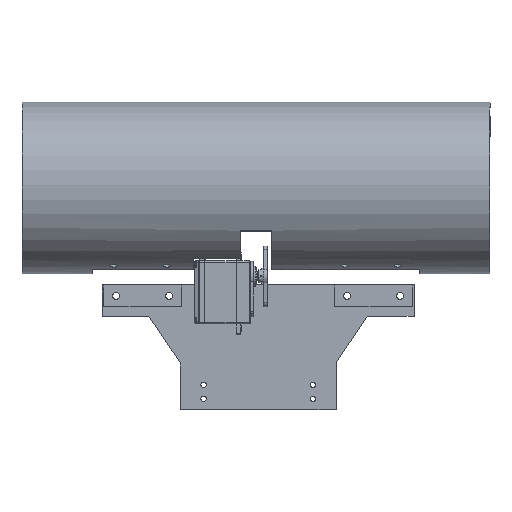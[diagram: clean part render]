
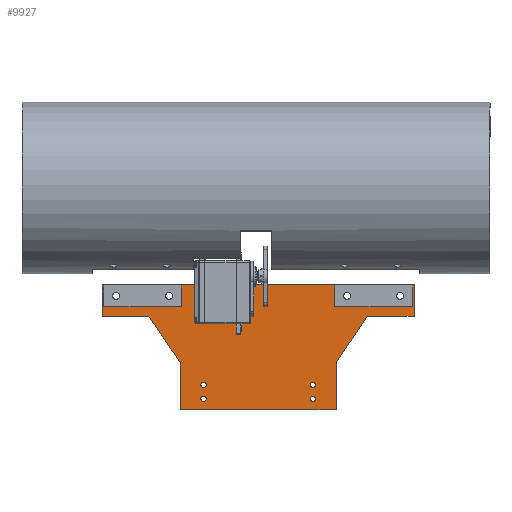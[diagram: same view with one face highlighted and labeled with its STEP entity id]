
A CAD part, top view. The second image highlights one B-rep face of the part: STEP entity #9927.
In plain terms, the highlighted planar face has unit normal (0, 0, 1).
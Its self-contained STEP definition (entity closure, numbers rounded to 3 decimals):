
#443=LINE('',#14877,#1302);
#446=LINE('',#14883,#1305);
#449=LINE('',#14889,#1308);
#452=LINE('',#14895,#1311);
#455=LINE('',#14901,#1314);
#458=LINE('',#14907,#1317);
#461=LINE('',#14913,#1320);
#464=LINE('',#14919,#1323);
#467=LINE('',#14925,#1326);
#470=LINE('',#14929,#1329);
#1302=VECTOR('',#11842,10.);
#1305=VECTOR('',#11847,10.);
#1308=VECTOR('',#11852,10.);
#1311=VECTOR('',#11857,10.);
#1314=VECTOR('',#11862,10.);
#1317=VECTOR('',#11867,10.);
#1320=VECTOR('',#11872,10.);
#1323=VECTOR('',#11877,10.);
#1326=VECTOR('',#11882,10.);
#1329=VECTOR('',#11887,10.);
#2163=PLANE('',#10705);
#2506=FACE_BOUND('',#3239,.T.);
#2507=FACE_BOUND('',#3240,.T.);
#2508=FACE_BOUND('',#3241,.T.);
#2509=FACE_BOUND('',#3242,.T.);
#2510=FACE_BOUND('',#3243,.T.);
#2511=FACE_BOUND('',#3244,.T.);
#2512=FACE_BOUND('',#3245,.T.);
#2513=FACE_BOUND('',#3246,.T.);
#2645=FACE_OUTER_BOUND('',#3238,.T.);
#3238=EDGE_LOOP('',(#6883,#6884,#6885,#6886,#6887,#6888,#6889,#6890,#6891,
#6892));
#3239=EDGE_LOOP('',(#6893));
#3240=EDGE_LOOP('',(#6894));
#3241=EDGE_LOOP('',(#6895));
#3242=EDGE_LOOP('',(#6896));
#3243=EDGE_LOOP('',(#6897));
#3244=EDGE_LOOP('',(#6898));
#3245=EDGE_LOOP('',(#6899));
#3246=EDGE_LOOP('',(#6900));
#3909=CIRCLE('',#10673,1.7);
#3911=CIRCLE('',#10676,1.7);
#3913=CIRCLE('',#10679,2.2);
#3915=CIRCLE('',#10682,2.2);
#3917=CIRCLE('',#10685,2.2);
#3919=CIRCLE('',#10688,2.2);
#3921=CIRCLE('',#10691,1.7);
#3923=CIRCLE('',#10694,1.7);
#4354=VERTEX_POINT('',#14833);
#4356=VERTEX_POINT('',#14838);
#4358=VERTEX_POINT('',#14843);
#4360=VERTEX_POINT('',#14848);
#4362=VERTEX_POINT('',#14853);
#4364=VERTEX_POINT('',#14858);
#4366=VERTEX_POINT('',#14863);
#4368=VERTEX_POINT('',#14868);
#4371=VERTEX_POINT('',#14874);
#4372=VERTEX_POINT('',#14876);
#4374=VERTEX_POINT('',#14882);
#4376=VERTEX_POINT('',#14888);
#4378=VERTEX_POINT('',#14894);
#4380=VERTEX_POINT('',#14900);
#4382=VERTEX_POINT('',#14906);
#4384=VERTEX_POINT('',#14912);
#4386=VERTEX_POINT('',#14918);
#4388=VERTEX_POINT('',#14924);
#5341=EDGE_CURVE('',#4354,#4354,#3909,.T.);
#5343=EDGE_CURVE('',#4356,#4356,#3911,.T.);
#5345=EDGE_CURVE('',#4358,#4358,#3913,.T.);
#5347=EDGE_CURVE('',#4360,#4360,#3915,.T.);
#5349=EDGE_CURVE('',#4362,#4362,#3917,.T.);
#5351=EDGE_CURVE('',#4364,#4364,#3919,.T.);
#5353=EDGE_CURVE('',#4366,#4366,#3921,.T.);
#5355=EDGE_CURVE('',#4368,#4368,#3923,.T.);
#5358=EDGE_CURVE('',#4372,#4371,#443,.T.);
#5361=EDGE_CURVE('',#4374,#4372,#446,.T.);
#5364=EDGE_CURVE('',#4376,#4374,#449,.T.);
#5367=EDGE_CURVE('',#4378,#4376,#452,.T.);
#5370=EDGE_CURVE('',#4380,#4378,#455,.T.);
#5373=EDGE_CURVE('',#4382,#4380,#458,.T.);
#5376=EDGE_CURVE('',#4384,#4382,#461,.T.);
#5379=EDGE_CURVE('',#4386,#4384,#464,.T.);
#5382=EDGE_CURVE('',#4388,#4386,#467,.T.);
#5385=EDGE_CURVE('',#4371,#4388,#470,.T.);
#6883=ORIENTED_EDGE('',*,*,#5385,.T.);
#6884=ORIENTED_EDGE('',*,*,#5382,.T.);
#6885=ORIENTED_EDGE('',*,*,#5379,.T.);
#6886=ORIENTED_EDGE('',*,*,#5376,.T.);
#6887=ORIENTED_EDGE('',*,*,#5373,.T.);
#6888=ORIENTED_EDGE('',*,*,#5370,.T.);
#6889=ORIENTED_EDGE('',*,*,#5367,.T.);
#6890=ORIENTED_EDGE('',*,*,#5364,.T.);
#6891=ORIENTED_EDGE('',*,*,#5361,.T.);
#6892=ORIENTED_EDGE('',*,*,#5358,.T.);
#6893=ORIENTED_EDGE('',*,*,#5341,.T.);
#6894=ORIENTED_EDGE('',*,*,#5343,.T.);
#6895=ORIENTED_EDGE('',*,*,#5345,.T.);
#6896=ORIENTED_EDGE('',*,*,#5347,.T.);
#6897=ORIENTED_EDGE('',*,*,#5349,.T.);
#6898=ORIENTED_EDGE('',*,*,#5351,.T.);
#6899=ORIENTED_EDGE('',*,*,#5353,.T.);
#6900=ORIENTED_EDGE('',*,*,#5355,.T.);
#9927=ADVANCED_FACE('',(#2645,#2506,#2507,#2508,#2509,#2510,#2511,#2512,
#2513),#2163,.T.);
#10673=AXIS2_PLACEMENT_3D('',#14834,#11794,#11795);
#10676=AXIS2_PLACEMENT_3D('',#14839,#11800,#11801);
#10679=AXIS2_PLACEMENT_3D('',#14844,#11806,#11807);
#10682=AXIS2_PLACEMENT_3D('',#14849,#11812,#11813);
#10685=AXIS2_PLACEMENT_3D('',#14854,#11818,#11819);
#10688=AXIS2_PLACEMENT_3D('',#14859,#11824,#11825);
#10691=AXIS2_PLACEMENT_3D('',#14864,#11830,#11831);
#10694=AXIS2_PLACEMENT_3D('',#14869,#11836,#11837);
#10705=AXIS2_PLACEMENT_3D('',#14930,#11888,#11889);
#11794=DIRECTION('center_axis',(0.,0.,-1.));
#11795=DIRECTION('ref_axis',(-1.,0.,0.));
#11800=DIRECTION('center_axis',(0.,0.,-1.));
#11801=DIRECTION('ref_axis',(-1.,0.,0.));
#11806=DIRECTION('center_axis',(0.,0.,-1.));
#11807=DIRECTION('ref_axis',(-1.,0.,0.));
#11812=DIRECTION('center_axis',(0.,0.,-1.));
#11813=DIRECTION('ref_axis',(-1.,0.,0.));
#11818=DIRECTION('center_axis',(0.,0.,-1.));
#11819=DIRECTION('ref_axis',(1.,0.,0.));
#11824=DIRECTION('center_axis',(0.,0.,-1.));
#11825=DIRECTION('ref_axis',(1.,0.,0.));
#11830=DIRECTION('center_axis',(0.,0.,-1.));
#11831=DIRECTION('ref_axis',(1.,0.,0.));
#11836=DIRECTION('center_axis',(0.,0.,-1.));
#11837=DIRECTION('ref_axis',(1.,0.,0.));
#11842=DIRECTION('',(0.,-1.,0.));
#11847=DIRECTION('',(0.555,-0.832,0.));
#11852=DIRECTION('',(1.,0.,0.));
#11857=DIRECTION('',(0.,-1.,0.));
#11862=DIRECTION('',(-1.,0.,0.));
#11867=DIRECTION('',(0.,1.,0.));
#11872=DIRECTION('',(1.,0.,0.));
#11877=DIRECTION('',(0.555,0.832,0.));
#11882=DIRECTION('',(0.,1.,0.));
#11887=DIRECTION('',(1.,0.,0.));
#11888=DIRECTION('center_axis',(0.,0.,1.));
#11889=DIRECTION('ref_axis',(1.,0.,0.));
#14833=CARTESIAN_POINT('',(83.3,16.,3.));
#14834=CARTESIAN_POINT('Origin',(85.,16.,3.));
#14838=CARTESIAN_POINT('',(83.3,7.,3.));
#14839=CARTESIAN_POINT('Origin',(85.,7.,3.));
#14843=CARTESIAN_POINT('',(104.8,73.,3.));
#14844=CARTESIAN_POINT('Origin',(107.,73.,3.));
#14848=CARTESIAN_POINT('',(138.8,73.,3.));
#14849=CARTESIAN_POINT('Origin',(141.,73.,3.));
#14853=CARTESIAN_POINT('',(-38.8,73.,3.));
#14854=CARTESIAN_POINT('Origin',(-41.,73.,3.));
#14858=CARTESIAN_POINT('',(-4.8,73.,3.));
#14859=CARTESIAN_POINT('Origin',(-7.,73.,3.));
#14863=CARTESIAN_POINT('',(16.7,7.,3.));
#14864=CARTESIAN_POINT('Origin',(15.,7.,3.));
#14868=CARTESIAN_POINT('',(16.7,16.,3.));
#14869=CARTESIAN_POINT('Origin',(15.,16.,3.));
#14874=CARTESIAN_POINT('',(0.,0.,3.));
#14876=CARTESIAN_POINT('',(0.,30.,3.));
#14877=CARTESIAN_POINT('',(0.,30.,3.));
#14882=CARTESIAN_POINT('',(-20.,60.,3.));
#14883=CARTESIAN_POINT('',(-20.,60.,3.));
#14888=CARTESIAN_POINT('',(-50.,60.,3.));
#14889=CARTESIAN_POINT('',(-50.,60.,3.));
#14894=CARTESIAN_POINT('',(-50.,80.,3.));
#14895=CARTESIAN_POINT('',(-50.,80.,3.));
#14900=CARTESIAN_POINT('',(150.,80.,3.));
#14901=CARTESIAN_POINT('',(150.,80.,3.));
#14906=CARTESIAN_POINT('',(150.,60.,3.));
#14907=CARTESIAN_POINT('',(150.,60.,3.));
#14912=CARTESIAN_POINT('',(120.,60.,3.));
#14913=CARTESIAN_POINT('',(120.,60.,3.));
#14918=CARTESIAN_POINT('',(100.,30.,3.));
#14919=CARTESIAN_POINT('',(100.,30.,3.));
#14924=CARTESIAN_POINT('',(100.,0.,3.));
#14925=CARTESIAN_POINT('',(100.,0.,3.));
#14929=CARTESIAN_POINT('',(0.,0.,3.));
#14930=CARTESIAN_POINT('Origin',(50.,49.886,3.));
